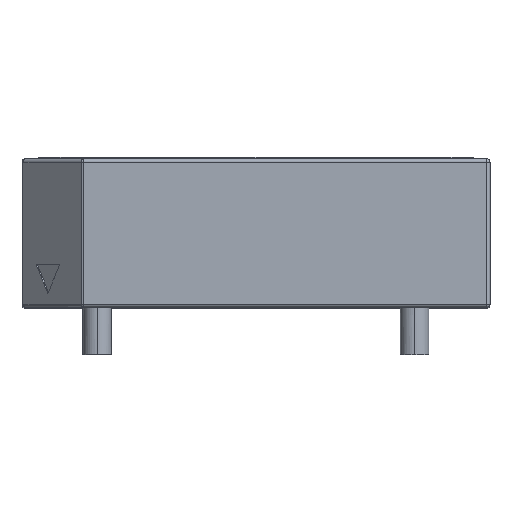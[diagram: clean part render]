
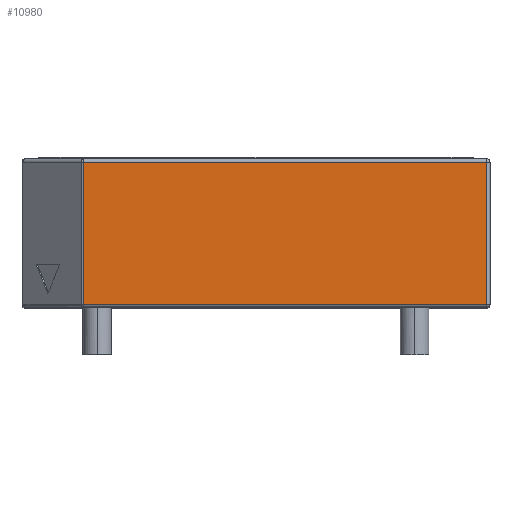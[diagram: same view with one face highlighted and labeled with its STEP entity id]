
A CAD part, top view. The second image highlights one B-rep face of the part: STEP entity #10980.
In plain terms, the highlighted planar face has unit normal (0, 0, 1).
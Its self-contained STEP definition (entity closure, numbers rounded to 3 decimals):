
#32 = LINE ( 'NONE', #2718, #5652 ) ;
#510 = CARTESIAN_POINT ( 'NONE',  ( -0.817, 0.1, 5. ) ) ;
#2091 = EDGE_CURVE ( 'NONE', #23290, #11226, #3414, .T. ) ;
#2600 = CARTESIAN_POINT ( 'NONE',  ( -0.817, 8.8, 5. ) ) ;
#2718 = CARTESIAN_POINT ( 'NONE',  ( -0.9, 8.8, 5. ) ) ;
#3370 = CARTESIAN_POINT ( 'NONE',  ( 23.3, 8.8, 5. ) ) ;
#3414 = LINE ( 'NONE', #13040, #17914 ) ;
#4551 = ORIENTED_EDGE ( 'NONE', *, *, #29466, .T. ) ;
#5652 = VECTOR ( 'NONE', #9768, 1000. ) ;
#6375 = CARTESIAN_POINT ( 'NONE',  ( -4.5, 9., 5. ) ) ;
#8726 = FACE_OUTER_BOUND ( 'NONE', #19052, .T. ) ;
#9768 = DIRECTION ( 'NONE',  ( -1., 0., 0. ) ) ;
#10097 = DIRECTION ( 'NONE',  ( 0., -1., 0. ) ) ;
#10980 = ADVANCED_FACE ( 'NONE', ( #8726 ), #28057, .F. ) ;
#11226 = VERTEX_POINT ( 'NONE', #3370 ) ;
#11475 = VECTOR ( 'NONE', #10097, 1000. ) ;
#13040 = CARTESIAN_POINT ( 'NONE',  ( 23.3, 9., 5. ) ) ;
#16886 = VERTEX_POINT ( 'NONE', #2600 ) ;
#17086 = EDGE_CURVE ( 'NONE', #16886, #19124, #17287, .T. ) ;
#17287 = LINE ( 'NONE', #510, #11475 ) ;
#17688 = ORIENTED_EDGE ( 'NONE', *, *, #17086, .T. ) ;
#17914 = VECTOR ( 'NONE', #25266, 1000. ) ;
#18286 = DIRECTION ( 'NONE',  ( 1., 0., 0. ) ) ;
#19052 = EDGE_LOOP ( 'NONE', ( #4551, #30267, #21511, #17688 ) ) ;
#19124 = VERTEX_POINT ( 'NONE', #28457 ) ;
#21511 = ORIENTED_EDGE ( 'NONE', *, *, #27568, .T. ) ;
#22575 = LINE ( 'NONE', #25105, #25960 ) ;
#23290 = VERTEX_POINT ( 'NONE', #27115 ) ;
#23323 = DIRECTION ( 'NONE',  ( -1., 0., 0. ) ) ;
#25105 = CARTESIAN_POINT ( 'NONE',  ( -4.5, 0.3, 5. ) ) ;
#25266 = DIRECTION ( 'NONE',  ( 0., 1., 0. ) ) ;
#25434 = AXIS2_PLACEMENT_3D ( 'NONE', #6375, #25710, #23323 ) ;
#25710 = DIRECTION ( 'NONE',  ( 0., 0., -1. ) ) ;
#25960 = VECTOR ( 'NONE', #18286, 1000. ) ;
#27115 = CARTESIAN_POINT ( 'NONE',  ( 23.3, 0.3, 5. ) ) ;
#27568 = EDGE_CURVE ( 'NONE', #11226, #16886, #32, .T. ) ;
#28057 = PLANE ( 'NONE',  #25434 ) ;
#28457 = CARTESIAN_POINT ( 'NONE',  ( -0.817, 0.3, 5. ) ) ;
#29466 = EDGE_CURVE ( 'NONE', #19124, #23290, #22575, .T. ) ;
#30267 = ORIENTED_EDGE ( 'NONE', *, *, #2091, .T. ) ;
